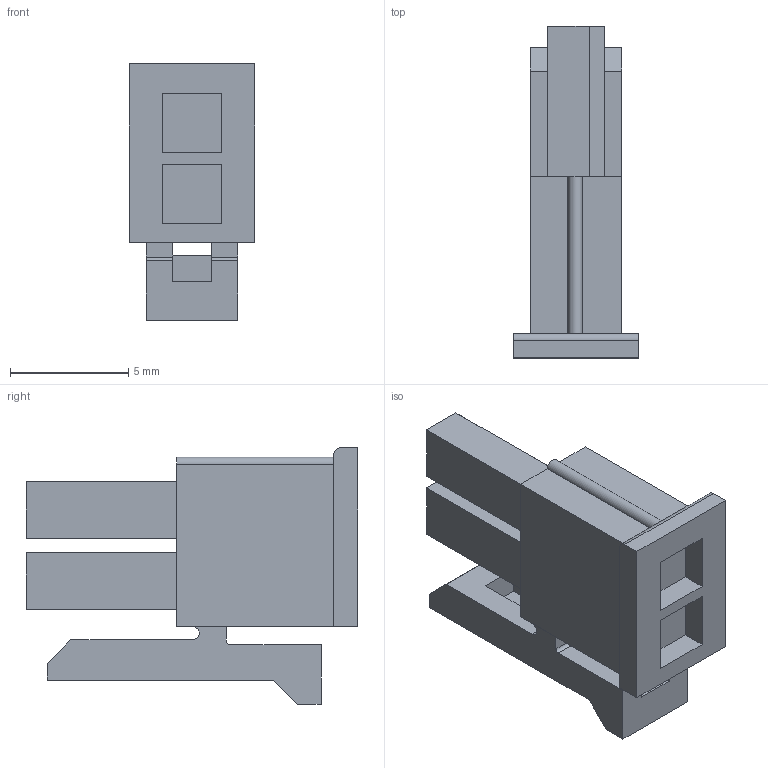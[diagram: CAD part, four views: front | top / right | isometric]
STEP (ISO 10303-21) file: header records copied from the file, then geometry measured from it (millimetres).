
FILE_DESCRIPTION(/* description */ (''),/* implementation_level */ '2;1');
FILE_NAME(/* name */ '430250208.step',/* time_stamp */ '2022-04-18T17:16:32-04:00',/* author */ (''),/* organization */ (''),/* preprocessor_version */ 'ST-DEVELOPER v18.1',/* originating_system */ 'Autodesk Translation Framework v10.14.0.1471',/* authorisation */ '');
FILE_SCHEMA (('AUTOMOTIVE_DESIGN { 1 0 10303 214 3 1 1 }'));
Length unit declared in the file: millimetre
Products named in the file (1): 430250208
Bounding box: 5.28 x 14 x 10.83 mm (x, y, z)
Volume: 334.7 mm3; surface area: 564 mm2
Topology: 1 solids, 1 shells, 70 faces, 187 edges, 124 vertices
Faces by surface type: plane 64, cylinder 6
Entity records: 2191 total; most frequent: CARTESIAN_POINT 382, ORIENTED_EDGE 374, DIRECTION 341, EDGE_CURVE 187, LINE 175, VECTOR 175, VERTEX_POINT 124, AXIS2_PLACEMENT_3D 83
